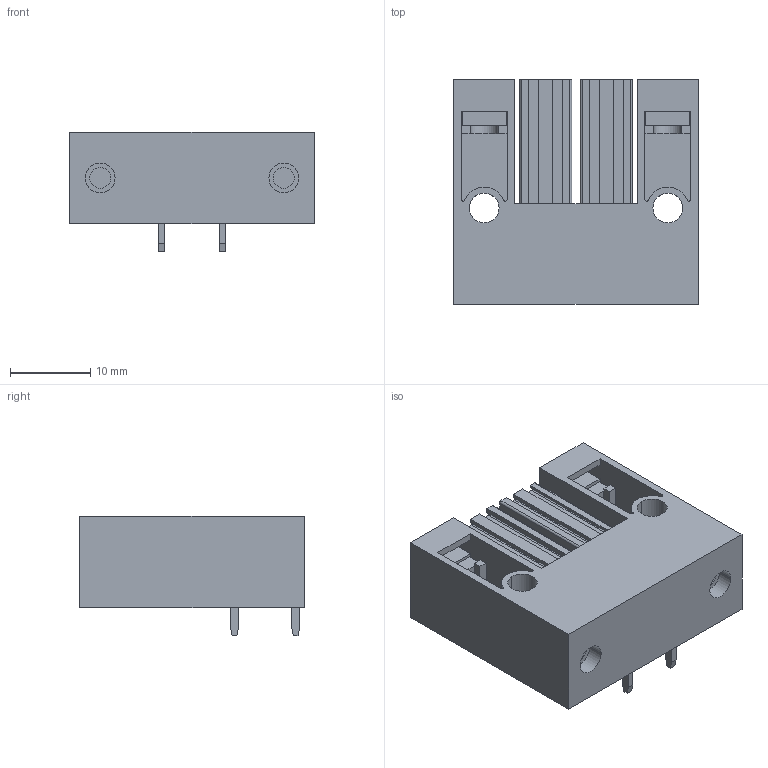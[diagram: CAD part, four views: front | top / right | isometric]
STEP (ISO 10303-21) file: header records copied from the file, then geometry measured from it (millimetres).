
FILE_DESCRIPTION(('CATIA V5 STEP','CAx-IF Rec.Pracs.--- Model Styling and Organization---1.2---2011-12-15'),'2;1');
FILE_NAME ('D1459272_0_1928500000_1928500000.stp','2018-09-06T04:28:14+00:00',('none'),('Weidmueller'),'CATIA Version 5-6 Release 2014','CATIA V5 STEP AP214','none');
FILE_SCHEMA(('AUTOMOTIVE_DESIGN { 1 0 10303 214 1 1 1 1 }'));
Length unit declared in the file: millimetre
Products named in the file (1): 1928500000
Bounding box: 30.48 x 28 x 14.9 mm (x, y, z)
Volume: 6738.9 mm3; surface area: 5459.6 mm2
Topology: 5 solids, 5 shells, 188 faces, 488 edges, 320 vertices
Faces by surface type: plane 142, cylinder 42, cone 4
Entity records: 5320 total; most frequent: ORIENTED_EDGE 976, CARTESIAN_POINT 940, DIRECTION 726, EDGE_CURVE 488, VECTOR 392, LINE 392, VERTEX_POINT 320, AXIS2_PLACEMENT_3D 212
